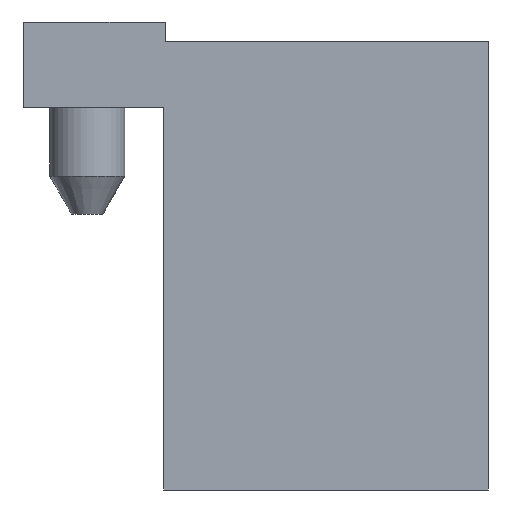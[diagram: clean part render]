
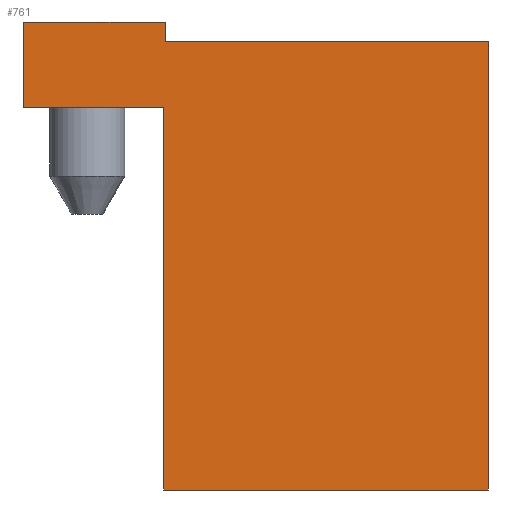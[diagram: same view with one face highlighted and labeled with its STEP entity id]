
A CAD part, front view. The second image highlights one B-rep face of the part: STEP entity #761.
In plain terms, the highlighted planar face has unit normal (0, -1, 0).
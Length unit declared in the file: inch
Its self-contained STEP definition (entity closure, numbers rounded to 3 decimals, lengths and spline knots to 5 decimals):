
#305=EDGE_CURVE('ESH INSERT FIX 16 POGO[15]',#898,#899,#900,.T.);
#319=EDGE_CURVE('ESH INSERT FIX 16 POGO[15]',#921,#922,#923,.T.);
#407=EDGE_CURVE('ESH INSERT FIX 16 POGO[15]',#926,#1058,#1059,.T.);
#562=EDGE_CURVE('ESH INSERT FIX 16 POGO[15]',#899,#922,#1312,.T.);
#587=EDGE_CURVE('ESH INSERT FIX 16 POGO[15]',#1058,#898,#1347,.T.);
#668=EDGE_CURVE('ESH INSERT FIX 16 POGO[15]',#921,#1120,#1467,.T.);
#672=EDGE_CURVE('ESH INSERT FIX 16 POGO[15]',#1120,#895,#1472,.T.);
#742=EDGE_CURVE('ESH INSERT FIX 16 POGO[15]',#895,#926,#1566,.T.);
#761=ADVANCED_FACE('ESH INSERT FIX 16 POGO[15]',(#1592),#1593,.F.);
#895=VERTEX_POINT('',#1747);
#898=VERTEX_POINT('',#1752);
#899=VERTEX_POINT('',#1753);
#900=LINE('',#1754,#1755);
#921=VERTEX_POINT('',#1784);
#922=VERTEX_POINT('',#1785);
#923=LINE('',#1786,#1787);
#926=VERTEX_POINT('',#1791);
#1058=VERTEX_POINT('',#1962);
#1059=LINE('',#1963,#1964);
#1120=VERTEX_POINT('',#2045);
#1312=LINE('',#2304,#2305);
#1347=LINE('',#2356,#2357);
#1467=LINE('',#2512,#2513);
#1472=LINE('',#2520,#2521);
#1566=LINE('',#2663,#2664);
#1592=FACE_OUTER_BOUND('',#2699,.T.);
#1593=PLANE('',#2700);
#1747=CARTESIAN_POINT('',(-7.305,2.595,-0.135));
#1752=CARTESIAN_POINT('',(-6.795,2.595,-0.03));
#1753=CARTESIAN_POINT('',(-7.3025,2.595,-0.03));
#1754=CARTESIAN_POINT('',(-7.19968,2.595,-0.03));
#1755=VECTOR('',#2848,1.0);
#1784=CARTESIAN_POINT('',(-7.525,2.595,0.));
#1785=CARTESIAN_POINT('',(-7.3025,2.595,0.0));
#1786=CARTESIAN_POINT('',(-7.5625,2.595,0.0));
#1787=VECTOR('',#2865,1.0);
#1791=CARTESIAN_POINT('',(-7.305,2.595,-0.735));
#1962=CARTESIAN_POINT('',(-6.795,2.595,-0.735));
#1963=CARTESIAN_POINT('',(-7.11931,2.595,-0.735));
#1964=VECTOR('',#3041,1.0);
#2045=CARTESIAN_POINT('',(-7.525,2.595,-0.135));
#2304=CARTESIAN_POINT('',(-7.3025,2.595,-0.04509));
#2305=VECTOR('',#3317,1.0);
#2356=CARTESIAN_POINT('',(-6.795,2.595,-0.25));
#2357=VECTOR('',#3353,1.0);
#2512=CARTESIAN_POINT('',(-7.525,2.595,-0.11069));
#2513=VECTOR('',#3497,1.0);
#2520=CARTESIAN_POINT('',(-7.5625,2.595,-0.135));
#2521=VECTOR('',#3501,1.0);
#2663=CARTESIAN_POINT('',(-7.305,2.595,-0.125));
#2664=VECTOR('',#3590,1.0);
#2699=EDGE_LOOP('',(#3617,#3618,#3619,#3620,#3621,#3622,#3623,#3624));
#2700=AXIS2_PLACEMENT_3D('',#3625,#3626,#3627);
#2848=DIRECTION('',(-1.0,0.0,0.));
#2865=DIRECTION('',(1.0,0.0,0.0));
#3041=DIRECTION('',(1.0,-0.0,0.0));
#3317=DIRECTION('',(0.,0.0,1.0));
#3353=DIRECTION('',(0.0,0.0,1.0));
#3497=DIRECTION('',(0.0,0.0,-1.0));
#3501=DIRECTION('',(1.0,0.0,0.0));
#3590=DIRECTION('',(0.0,0.0,-1.0));
#3617=ORIENTED_EDGE('',*,*,#668,.T.);
#3618=ORIENTED_EDGE('',*,*,#672,.T.);
#3619=ORIENTED_EDGE('',*,*,#742,.T.);
#3620=ORIENTED_EDGE('',*,*,#407,.T.);
#3621=ORIENTED_EDGE('',*,*,#587,.T.);
#3622=ORIENTED_EDGE('',*,*,#305,.T.);
#3623=ORIENTED_EDGE('',*,*,#562,.T.);
#3624=ORIENTED_EDGE('',*,*,#319,.F.);
#3625=CARTESIAN_POINT('',(-7.41363,2.595,-0.08637));
#3626=DIRECTION('',(0.0,1.0,0.0));
#3627=DIRECTION('',(0.0,0.0,1.0));
